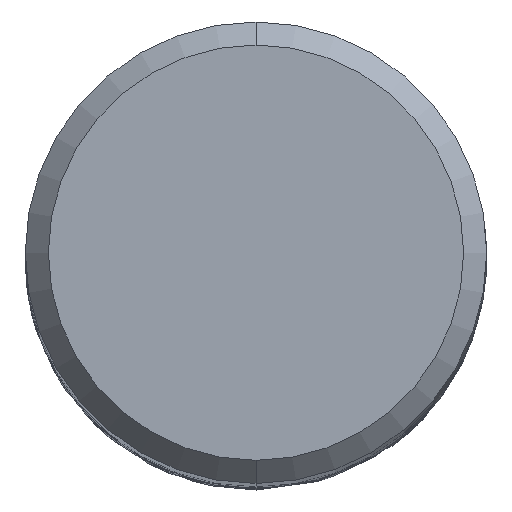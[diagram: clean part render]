
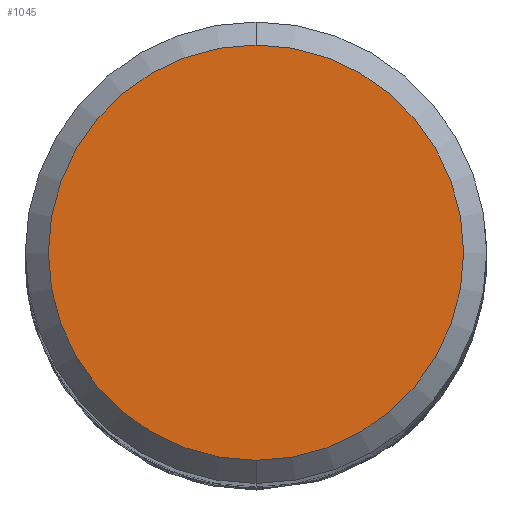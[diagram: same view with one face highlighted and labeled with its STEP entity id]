
A CAD part, top view. The second image highlights one B-rep face of the part: STEP entity #1045.
In plain terms, the highlighted planar face has unit normal (0, 0, 1).
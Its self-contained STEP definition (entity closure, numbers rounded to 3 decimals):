
#601=VERTEX_POINT('',#1708);
#1045=ADVANCED_FACE('',(#2196),#2197,.T.);
#1167=EDGE_CURVE('',#601,#1225,#2329,.T.);
#1225=VERTEX_POINT('',#2392);
#1351=EDGE_CURVE('',#1225,#601,#2529,.T.);
#1708=CARTESIAN_POINT('',(0.0,5.4,0.0));
#2196=FACE_OUTER_BOUND('',#6591,.T.);
#2197=PLANE('',#6592);
#2329=CIRCLE('',#7441,5.4);
#2392=CARTESIAN_POINT('',(0.,-5.4,0.0));
#2529=CIRCLE('',#9186,5.4);
#6591=EDGE_LOOP('',(#11469,#11470));
#6592=AXIS2_PLACEMENT_3D('',#11471,#11472,#11473);
#7441=AXIS2_PLACEMENT_3D('',#11645,#11646,#11647);
#9186=AXIS2_PLACEMENT_3D('',#11887,#11888,#11889);
#11469=ORIENTED_EDGE('',*,*,#1167,.F.);
#11470=ORIENTED_EDGE('',*,*,#1351,.F.);
#11471=CARTESIAN_POINT('',(0.0,2.7,0.0));
#11472=DIRECTION('',(-0.0,0.0,1.0));
#11473=DIRECTION('',(0.0,-1.0,0.0));
#11645=CARTESIAN_POINT('',(0.0,0.0,0.0));
#11646=DIRECTION('',(0.0,0.0,-1.0));
#11647=DIRECTION('',(0.0,1.0,0.0));
#11887=CARTESIAN_POINT('',(0.0,0.0,0.0));
#11888=DIRECTION('',(0.0,0.0,-1.0));
#11889=DIRECTION('',(0.0,1.0,0.0));
